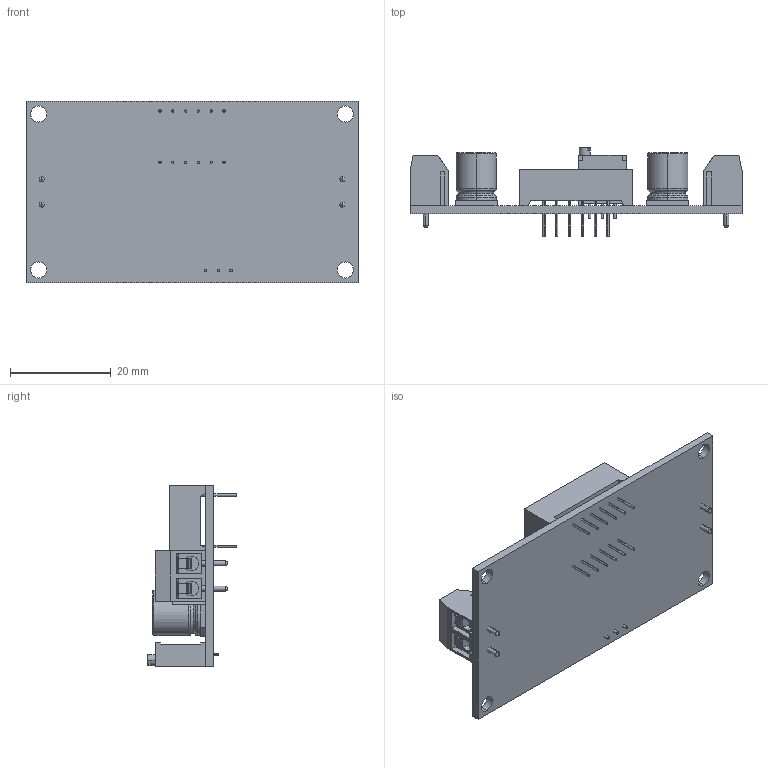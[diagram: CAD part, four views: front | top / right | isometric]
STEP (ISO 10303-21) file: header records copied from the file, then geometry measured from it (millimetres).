
FILE_DESCRIPTION (( 'STEP AP214' ), '1' );
FILE_NAME ('LM2596 Buck Converter 4.0~40 to 1.3-37V Adjustable Step-Down Power Module with LED Display Volt meter.STEP', '2017-05-14T18:12:55', ( '' ), ( '' ), 'SwSTEP 2.0', 'SolidWorks 2017', '' );
FILE_SCHEMA (( 'AUTOMOTIVE_DESIGN' ));
Length unit declared in the file: millimetre
Products named in the file (6): BASE, LM2596 Buck Converter 4.0~40 to 1.3-37V Adjustable Step-Down Power Module with LED Display Volt meter; LM2596 Buck Converter 4.0~40 to 1.3-37V Adjustable Step-Down Power Module with LED Display Volt meter; Trimpot 3296W, LM2596 Buck Converter 4.0~40 to 1.3-37V Adjustable Step-Down Power Module with LED Display Volt meter_Valor predeterminado; 3 DIGIT 7 SEGMENT DISPLAY, LM2596 Buck Converter 4.0~40 to 1.3-37V Adjustable Step-Down Power Module with LED Display Volt meter; 220 35V CAPACITOR, LM2596 Buck Converter 4.0~40 to 1.3-37V Adjustable Step-Down Power Module with LED Display Volt meter; DG301-5.0-02, LM2596 Buck Converter 4.0~40 to 1.3-37V Adjustable Step-Down Power Module with LED Display Volt meter
Assembly tree (7 placements, depth 2):
  LM2596 Buck Converter 4.0~40 to 1.3-37V Adjustable Step-Down Power Module with LED Display Volt meter
    BASE, LM2596 Buck Converter 4.0~40 to 1.3-37V Adjustable Step-Down Power Module with LED Display Volt meter
    DG301-5.0-02, LM2596 Buck Converter 4.0~40 to 1.3-37V Adjustable Step-Down Power Module with LED Display Volt meter  x2
    3 DIGIT 7 SEGMENT DISPLAY, LM2596 Buck Converter 4.0~40 to 1.3-37V Adjustable Step-Down Power Module with LED Display Volt meter
    Trimpot 3296W, LM2596 Buck Converter 4.0~40 to 1.3-37V Adjustable Step-Down Power Module with LED Display Volt meter_Valor predeterminado
    220 35V CAPACITOR, LM2596 Buck Converter 4.0~40 to 1.3-37V Adjustable Step-Down Power Module with LED Display Volt meter  x2
Bounding box: 66 x 17.65 x 36 mm (x, y, z)
Volume: 8221.5 mm3; surface area: 10611.7 mm2
Topology: 21 solids, 21 shells, 690 faces, 1742 edges, 1140 vertices
Faces by surface type: plane 464, cylinder 166, torus 28, cone 16, bspline 16
Entity records: 17949 total; most frequent: CARTESIAN_POINT 2733, ORIENTED_EDGE 2384, DIRECTION 2368, EDGE_CURVE 1192, VECTOR 914, LINE 914, VERTEX_POINT 784, AXIS2_PLACEMENT_3D 727
